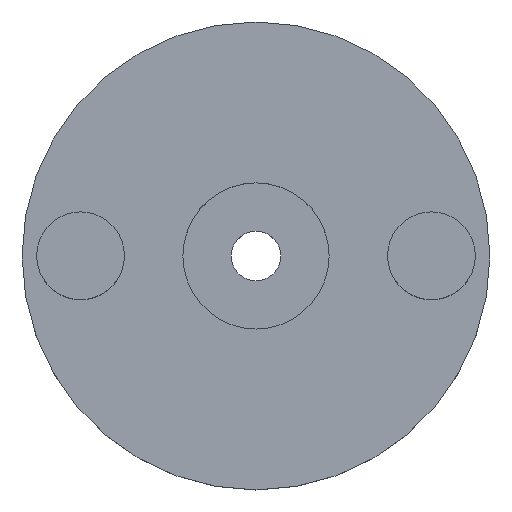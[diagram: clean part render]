
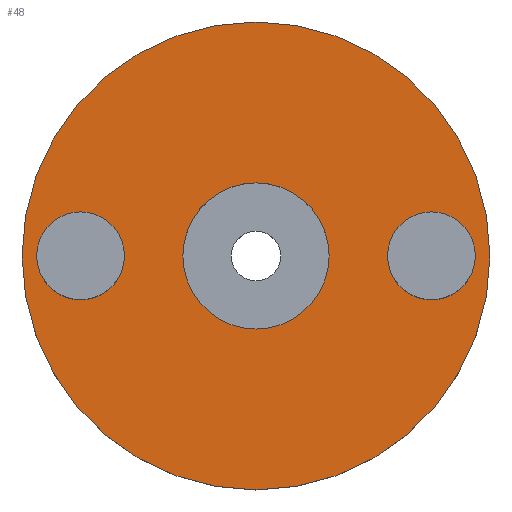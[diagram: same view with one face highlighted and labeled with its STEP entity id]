
A CAD part, top view. The second image highlights one B-rep face of the part: STEP entity #48.
In plain terms, the highlighted planar face has unit normal (0, 0, 1).
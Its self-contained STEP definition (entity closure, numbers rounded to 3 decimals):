
#48=ADVANCED_FACE('',(#138,#140,#142,#144),#146,.T.);
#138=FACE_BOUND('',#139,.T.);
#139=EDGE_LOOP('',(#228));
#140=FACE_BOUND('',#141,.T.);
#141=EDGE_LOOP('',(#229));
#142=FACE_BOUND('',#143,.T.);
#143=EDGE_LOOP('',(#230));
#144=FACE_BOUND('',#145,.T.);
#145=EDGE_LOOP('',(#231));
#146=PLANE('',#147);
#147=AXIS2_PLACEMENT_3D('',#148,#149,#150);
#148=CARTESIAN_POINT('',(0.,0.,2.));
#149=DIRECTION('',(0.,0.,1.));
#150=DIRECTION('',(-1.,0.,0.));
#228=ORIENTED_EDGE('',*,*,#248,.T.);
#229=ORIENTED_EDGE('',*,*,#249,.F.);
#230=ORIENTED_EDGE('',*,*,#250,.F.);
#231=ORIENTED_EDGE('',*,*,#251,.T.);
#248=EDGE_CURVE('',#258,#258,#259,.T.);
#249=EDGE_CURVE('',#260,#260,#261,.T.);
#250=EDGE_CURVE('',#262,#262,#263,.T.);
#251=EDGE_CURVE('',#264,#264,#265,.F.);
#258=VERTEX_POINT('',#278);
#259=CIRCLE('',#279,8.);
#260=VERTEX_POINT('',#283);
#261=CIRCLE('',#284,1.5);
#262=VERTEX_POINT('',#288);
#263=CIRCLE('',#289,1.5);
#264=VERTEX_POINT('',#293);
#265=CIRCLE('',#294,2.5);
#278=CARTESIAN_POINT('',(-8.,0.,2.));
#279=AXIS2_PLACEMENT_3D('',#280,#281,#282);
#280=CARTESIAN_POINT('',(0.,0.,2.));
#281=DIRECTION('',(0.,0.,1.));
#282=DIRECTION('',(-1.,0.,0.));
#283=CARTESIAN_POINT('',(4.5,0.,2.));
#284=AXIS2_PLACEMENT_3D('',#285,#286,#287);
#285=CARTESIAN_POINT('',(6.,0.,2.));
#286=DIRECTION('',(0.,0.,1.));
#287=DIRECTION('',(-1.,0.,0.));
#288=CARTESIAN_POINT('',(-7.5,0.,2.));
#289=AXIS2_PLACEMENT_3D('',#290,#291,#292);
#290=CARTESIAN_POINT('',(-6.,0.,2.));
#291=DIRECTION('',(0.,0.,1.));
#292=DIRECTION('',(-1.,0.,0.));
#293=CARTESIAN_POINT('',(-2.5,0.,2.));
#294=AXIS2_PLACEMENT_3D('',#295,#296,#297);
#295=CARTESIAN_POINT('',(0.,0.,2.));
#296=DIRECTION('',(0.,0.,1.));
#297=DIRECTION('',(-1.,0.,0.));
